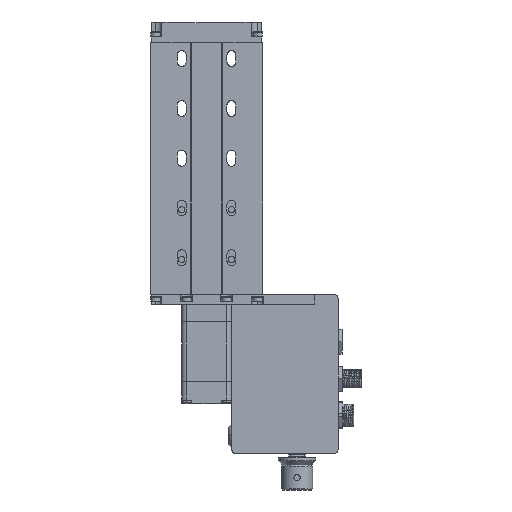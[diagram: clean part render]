
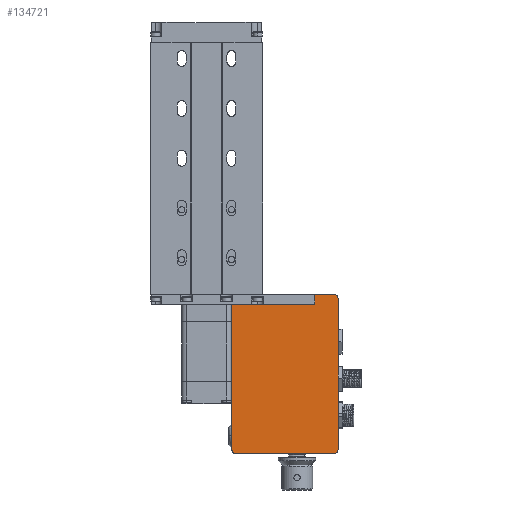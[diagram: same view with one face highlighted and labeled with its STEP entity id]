
A CAD part, front view. The second image highlights one B-rep face of the part: STEP entity #134721.
In plain terms, the highlighted planar face has unit normal (0, -1, 0).
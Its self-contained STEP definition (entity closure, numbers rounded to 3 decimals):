
#1412 = VERTEX_POINT ( 'NONE', #103308 ) ;
#2821 = VECTOR ( 'NONE', #56697, 1000. ) ;
#3386 = VECTOR ( 'NONE', #16569, 1000. ) ;
#4332 = ORIENTED_EDGE ( 'NONE', *, *, #77682, .T. ) ;
#8339 = PLANE ( 'NONE',  #137110 ) ;
#9812 = CARTESIAN_POINT ( 'NONE',  ( 34.36, 0.5, -62.3 ) ) ;
#16187 = LINE ( 'NONE', #56267, #163090 ) ;
#16569 = DIRECTION ( 'NONE',  ( 0., 0., -1. ) ) ;
#17393 = DIRECTION ( 'NONE',  ( 1., 0., 0. ) ) ;
#18368 = CARTESIAN_POINT ( 'NONE',  ( 32.66, 0.5, -4. ) ) ;
#18455 = EDGE_CURVE ( 'NONE', #78930, #35033, #162783, .T. ) ;
#18708 = CARTESIAN_POINT ( 'NONE',  ( 73.61, 0.5, -64. ) ) ;
#20261 = CARTESIAN_POINT ( 'NONE',  ( 53.985, 0.5, -32. ) ) ;
#29638 = DIRECTION ( 'NONE',  ( 0., -1., 0. ) ) ;
#32788 = EDGE_CURVE ( 'NONE', #35033, #63824, #116116, .T. ) ;
#34430 = FACE_OUTER_BOUND ( 'NONE', #84292, .T. ) ;
#35033 = VERTEX_POINT ( 'NONE', #71205 ) ;
#35622 = CARTESIAN_POINT ( 'NONE',  ( 32.66, 0.5, -32. ) ) ;
#38886 = ORIENTED_EDGE ( 'NONE', *, *, #168162, .T. ) ;
#41423 = VERTEX_POINT ( 'NONE', #152000 ) ;
#41582 = ORIENTED_EDGE ( 'NONE', *, *, #158775, .T. ) ;
#48357 = CARTESIAN_POINT ( 'NONE',  ( 65.91, 0.5, 0. ) ) ;
#52725 = DIRECTION ( 'NONE',  ( 0., -1., 0. ) ) ;
#56139 = CARTESIAN_POINT ( 'NONE',  ( 65.91, 0.5, -4. ) ) ;
#56267 = CARTESIAN_POINT ( 'NONE',  ( 53.985, 0.5, 0. ) ) ;
#56697 = DIRECTION ( 'NONE',  ( 1., 0., 0. ) ) ;
#63824 = VERTEX_POINT ( 'NONE', #18708 ) ;
#68084 = CIRCLE ( 'NONE', #114031, 1.7 ) ;
#70190 = LINE ( 'NONE', #172685, #3386 ) ;
#71205 = CARTESIAN_POINT ( 'NONE',  ( 34.36, 0.5, -64. ) ) ;
#74683 = CARTESIAN_POINT ( 'NONE',  ( 32.66, 0.5, -62.3 ) ) ;
#75920 = CARTESIAN_POINT ( 'NONE',  ( 73.61, 0.5, 0. ) ) ;
#76054 = EDGE_CURVE ( 'NONE', #41423, #109317, #68084, .T. ) ;
#77682 = EDGE_CURVE ( 'NONE', #109317, #158026, #16187, .T. ) ;
#78930 = VERTEX_POINT ( 'NONE', #74683 ) ;
#83711 = DIRECTION ( 'NONE',  ( -1., 0., 0. ) ) ;
#84292 = EDGE_LOOP ( 'NONE', ( #41582, #155349, #172164, #184289, #174182, #174201, #38886, #183827, #4332 ) ) ;
#84468 = LINE ( 'NONE', #35622, #124562 ) ;
#96211 = DIRECTION ( 'NONE',  ( 1., 0., 0. ) ) ;
#97061 = LINE ( 'NONE', #142843, #168347 ) ;
#100988 = EDGE_CURVE ( 'NONE', #63824, #1412, #114692, .T. ) ;
#103308 = CARTESIAN_POINT ( 'NONE',  ( 75.31, 0.5, -62.3 ) ) ;
#107225 = DIRECTION ( 'NONE',  ( 1., 0., 0. ) ) ;
#109317 = VERTEX_POINT ( 'NONE', #75920 ) ;
#109609 = AXIS2_PLACEMENT_3D ( 'NONE', #9812, #52725, #96211 ) ;
#110648 = EDGE_CURVE ( 'NONE', #167877, #78930, #84468, .T. ) ;
#112430 = DIRECTION ( 'NONE',  ( 1., 0., 0. ) ) ;
#114031 = AXIS2_PLACEMENT_3D ( 'NONE', #175391, #116189, #17393 ) ;
#114692 = CIRCLE ( 'NONE', #163323, 1.7 ) ;
#116116 = LINE ( 'NONE', #141877, #2821 ) ;
#116189 = DIRECTION ( 'NONE',  ( 0., -1., 0. ) ) ;
#124349 = DIRECTION ( 'NONE',  ( 0., 0., 1. ) ) ;
#124562 = VECTOR ( 'NONE', #179360, 1000. ) ;
#126693 = CARTESIAN_POINT ( 'NONE',  ( 73.61, 0.5, -62.3 ) ) ;
#129843 = EDGE_CURVE ( 'NONE', #134932, #167877, #97061, .T. ) ;
#134721 = ADVANCED_FACE ( 'NONE', ( #34430 ), #8339, .T. ) ;
#134932 = VERTEX_POINT ( 'NONE', #56139 ) ;
#137110 = AXIS2_PLACEMENT_3D ( 'NONE', #20261, #148351, #107225 ) ;
#138856 = VECTOR ( 'NONE', #124349, 1000. ) ;
#141877 = CARTESIAN_POINT ( 'NONE',  ( 53.985, 0.5, -64. ) ) ;
#142843 = CARTESIAN_POINT ( 'NONE',  ( 53.985, 0.5, -4. ) ) ;
#148351 = DIRECTION ( 'NONE',  ( 0., -1., 0. ) ) ;
#152000 = CARTESIAN_POINT ( 'NONE',  ( 75.31, 0.5, -1.7 ) ) ;
#152276 = LINE ( 'NONE', #169176, #138856 ) ;
#155349 = ORIENTED_EDGE ( 'NONE', *, *, #129843, .T. ) ;
#158026 = VERTEX_POINT ( 'NONE', #48357 ) ;
#158775 = EDGE_CURVE ( 'NONE', #158026, #134932, #70190, .T. ) ;
#162783 = CIRCLE ( 'NONE', #109609, 1.7 ) ;
#163090 = VECTOR ( 'NONE', #83711, 1000. ) ;
#163323 = AXIS2_PLACEMENT_3D ( 'NONE', #126693, #29638, #112430 ) ;
#167877 = VERTEX_POINT ( 'NONE', #18368 ) ;
#168162 = EDGE_CURVE ( 'NONE', #1412, #41423, #152276, .T. ) ;
#168347 = VECTOR ( 'NONE', #172767, 1000. ) ;
#169176 = CARTESIAN_POINT ( 'NONE',  ( 75.31, 0.5, -32. ) ) ;
#172164 = ORIENTED_EDGE ( 'NONE', *, *, #110648, .T. ) ;
#172685 = CARTESIAN_POINT ( 'NONE',  ( 65.91, 0.5, -32. ) ) ;
#172767 = DIRECTION ( 'NONE',  ( -1., 0., 0. ) ) ;
#174182 = ORIENTED_EDGE ( 'NONE', *, *, #32788, .T. ) ;
#174201 = ORIENTED_EDGE ( 'NONE', *, *, #100988, .T. ) ;
#175391 = CARTESIAN_POINT ( 'NONE',  ( 73.61, 0.5, -1.7 ) ) ;
#179360 = DIRECTION ( 'NONE',  ( 0., 0., -1. ) ) ;
#183827 = ORIENTED_EDGE ( 'NONE', *, *, #76054, .T. ) ;
#184289 = ORIENTED_EDGE ( 'NONE', *, *, #18455, .T. ) ;
